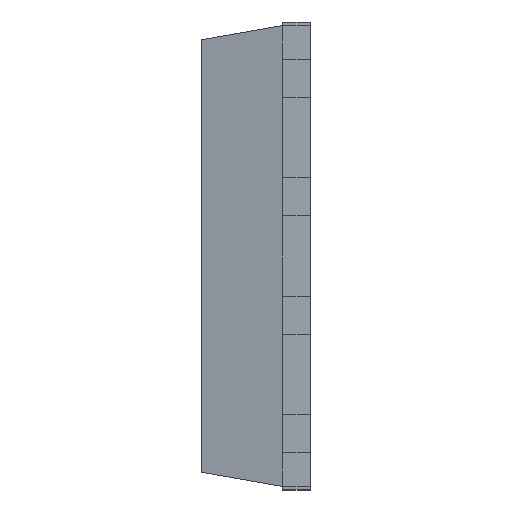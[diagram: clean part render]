
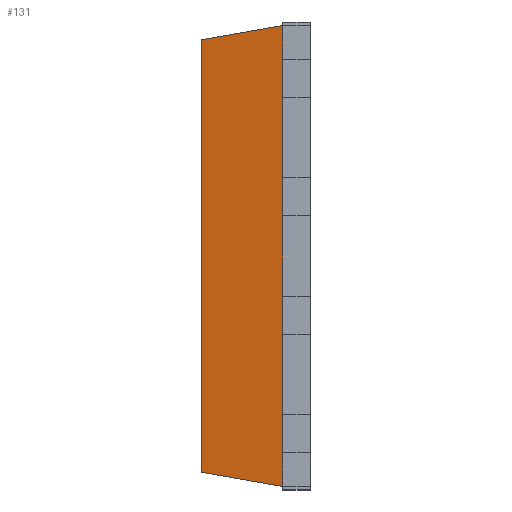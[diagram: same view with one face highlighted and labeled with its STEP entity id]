
A CAD part, left-side view. The second image highlights one B-rep face of the part: STEP entity #131.
In plain terms, the highlighted planar face has unit normal (-0.985, 0.174, 0).
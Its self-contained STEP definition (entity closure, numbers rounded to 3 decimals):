
#103 = VECTOR ( 'NONE', #2995, 1000. ) ;
#108 = LINE ( 'NONE', #2302, #1350 ) ;
#114 = EDGE_LOOP ( 'NONE', ( #2395, #2752, #355, #2156, #833, #254, #2234, #2158, #3231, #3374, #142, #3261 ) ) ;
#125 = VECTOR ( 'NONE', #1883, 1000. ) ;
#131 = ADVANCED_FACE ( 'NONE', ( #3554 ), #664, .T. ) ;
#142 = ORIENTED_EDGE ( 'NONE', *, *, #555, .T. ) ;
#199 = VECTOR ( 'NONE', #1136, 1000. ) ;
#254 = ORIENTED_EDGE ( 'NONE', *, *, #1983, .T. ) ;
#288 = DIRECTION ( 'NONE',  ( 0., 0., 1. ) ) ;
#336 = EDGE_CURVE ( 'NONE', #822, #1123, #1941, .T. ) ;
#355 = ORIENTED_EDGE ( 'NONE', *, *, #1480, .T. ) ;
#399 = VERTEX_POINT ( 'NONE', #590 ) ;
#410 = CARTESIAN_POINT ( 'NONE',  ( -2.95, 0.3, -2.475 ) ) ;
#472 = CARTESIAN_POINT ( 'NONE',  ( -2.95, 0.3, 2.475 ) ) ;
#492 = DIRECTION ( 'NONE',  ( -0.171, -0.97, 0.171 ) ) ;
#555 = EDGE_CURVE ( 'NONE', #1394, #1123, #812, .T. ) ;
#590 = CARTESIAN_POINT ( 'NONE',  ( -2.95, 0.3, -1.7 ) ) ;
#664 = PLANE ( 'NONE',  #1863 ) ;
#717 = EDGE_CURVE ( 'NONE', #399, #3192, #2199, .T. ) ;
#719 = DIRECTION ( 'NONE',  ( 0., 0., 1. ) ) ;
#812 = LINE ( 'NONE', #1848, #1658 ) ;
#822 = VERTEX_POINT ( 'NONE', #2396 ) ;
#833 = ORIENTED_EDGE ( 'NONE', *, *, #717, .T. ) ;
#837 = VECTOR ( 'NONE', #719, 1000. ) ;
#839 = CARTESIAN_POINT ( 'NONE',  ( -2.95, 0.3, -0.84 ) ) ;
#882 = LINE ( 'NONE', #2120, #103 ) ;
#896 = EDGE_CURVE ( 'NONE', #1111, #2868, #3677, .T. ) ;
#906 = EDGE_CURVE ( 'NONE', #2868, #1527, #1934, .T. ) ;
#991 = DIRECTION ( 'NONE',  ( 0., 0., 1. ) ) ;
#1038 = DIRECTION ( 'NONE',  ( 0., 0., 1. ) ) ;
#1043 = VECTOR ( 'NONE', #1038, 1000. ) ;
#1111 = VERTEX_POINT ( 'NONE', #3224 ) ;
#1123 = VERTEX_POINT ( 'NONE', #472 ) ;
#1136 = DIRECTION ( 'NONE',  ( 0., 0., 1. ) ) ;
#1199 = VERTEX_POINT ( 'NONE', #1285 ) ;
#1221 = DIRECTION ( 'NONE',  ( 0.174, 0.985, 0. ) ) ;
#1280 = CARTESIAN_POINT ( 'NONE',  ( -2.95, 0.3, -2.11 ) ) ;
#1285 = CARTESIAN_POINT ( 'NONE',  ( -2.95, 0.3, 1.7 ) ) ;
#1303 = CARTESIAN_POINT ( 'NONE',  ( -2.95, 0.3, -2.475 ) ) ;
#1350 = VECTOR ( 'NONE', #288, 1000. ) ;
#1363 = CARTESIAN_POINT ( 'NONE',  ( -2.95, 0.3, 2.475 ) ) ;
#1394 = VERTEX_POINT ( 'NONE', #2221 ) ;
#1402 = CARTESIAN_POINT ( 'NONE',  ( -2.95, 0.3, -2.475 ) ) ;
#1480 = EDGE_CURVE ( 'NONE', #3095, #1729, #2764, .T. ) ;
#1509 = CARTESIAN_POINT ( 'NONE',  ( -2.95, 0.3, 0.43 ) ) ;
#1527 = VERTEX_POINT ( 'NONE', #2579 ) ;
#1603 = LINE ( 'NONE', #2617, #837 ) ;
#1658 = VECTOR ( 'NONE', #1824, 1000. ) ;
#1729 = VERTEX_POINT ( 'NONE', #1280 ) ;
#1735 = EDGE_CURVE ( 'NONE', #1527, #1199, #882, .T. ) ;
#1824 = DIRECTION ( 'NONE',  ( 0., 0., 1. ) ) ;
#1848 = CARTESIAN_POINT ( 'NONE',  ( -2.95, 0.3, -2.475 ) ) ;
#1863 = AXIS2_PLACEMENT_3D ( 'NONE', #410, #2379, #1221 ) ;
#1883 = DIRECTION ( 'NONE',  ( 0., 0., 1. ) ) ;
#1934 = LINE ( 'NONE', #2138, #3491 ) ;
#1941 = LINE ( 'NONE', #1363, #2918 ) ;
#1983 = EDGE_CURVE ( 'NONE', #3192, #1111, #2096, .T. ) ;
#1998 = EDGE_CURVE ( 'NONE', #1729, #399, #108, .T. ) ;
#2096 = LINE ( 'NONE', #3172, #3432 ) ;
#2120 = CARTESIAN_POINT ( 'NONE',  ( -2.95, 0.3, -2.475 ) ) ;
#2126 = LINE ( 'NONE', #2629, #3428 ) ;
#2138 = CARTESIAN_POINT ( 'NONE',  ( -2.95, 0.3, -2.475 ) ) ;
#2156 = ORIENTED_EDGE ( 'NONE', *, *, #1998, .T. ) ;
#2158 = ORIENTED_EDGE ( 'NONE', *, *, #906, .T. ) ;
#2199 = LINE ( 'NONE', #1303, #125 ) ;
#2204 = CARTESIAN_POINT ( 'NONE',  ( -2.95, 0.3, -2.475 ) ) ;
#2213 = EDGE_CURVE ( 'NONE', #3688, #822, #1603, .T. ) ;
#2221 = CARTESIAN_POINT ( 'NONE',  ( -2.95, 0.3, 2.11 ) ) ;
#2234 = ORIENTED_EDGE ( 'NONE', *, *, #896, .T. ) ;
#2302 = CARTESIAN_POINT ( 'NONE',  ( -2.95, 0.3, -2.475 ) ) ;
#2316 = EDGE_CURVE ( 'NONE', #3688, #3095, #3345, .T. ) ;
#2341 = CARTESIAN_POINT ( 'NONE',  ( -2.797, 1.17, -2.322 ) ) ;
#2379 = DIRECTION ( 'NONE',  ( -0.985, 0.174, 0. ) ) ;
#2395 = ORIENTED_EDGE ( 'NONE', *, *, #2213, .F. ) ;
#2396 = CARTESIAN_POINT ( 'NONE',  ( -2.797, 1.17, 2.322 ) ) ;
#2493 = VECTOR ( 'NONE', #2966, 1000. ) ;
#2579 = CARTESIAN_POINT ( 'NONE',  ( -2.95, 0.3, 0.84 ) ) ;
#2617 = CARTESIAN_POINT ( 'NONE',  ( -2.797, 1.17, -2.475 ) ) ;
#2629 = CARTESIAN_POINT ( 'NONE',  ( -2.95, 0.3, -2.475 ) ) ;
#2741 = CARTESIAN_POINT ( 'NONE',  ( -2.95, 0.3, -2.475 ) ) ;
#2752 = ORIENTED_EDGE ( 'NONE', *, *, #2316, .T. ) ;
#2764 = LINE ( 'NONE', #1402, #199 ) ;
#2815 = EDGE_CURVE ( 'NONE', #1199, #1394, #2126, .T. ) ;
#2868 = VERTEX_POINT ( 'NONE', #1509 ) ;
#2918 = VECTOR ( 'NONE', #492, 1000. ) ;
#2963 = DIRECTION ( 'NONE',  ( 0., 0., 1. ) ) ;
#2966 = DIRECTION ( 'NONE',  ( -0.171, -0.97, -0.171 ) ) ;
#2995 = DIRECTION ( 'NONE',  ( 0., 0., 1. ) ) ;
#3095 = VERTEX_POINT ( 'NONE', #2204 ) ;
#3172 = CARTESIAN_POINT ( 'NONE',  ( -2.95, 0.3, -2.475 ) ) ;
#3192 = VERTEX_POINT ( 'NONE', #839 ) ;
#3224 = CARTESIAN_POINT ( 'NONE',  ( -2.95, 0.3, -0.43 ) ) ;
#3231 = ORIENTED_EDGE ( 'NONE', *, *, #1735, .T. ) ;
#3261 = ORIENTED_EDGE ( 'NONE', *, *, #336, .F. ) ;
#3345 = LINE ( 'NONE', #3573, #2493 ) ;
#3374 = ORIENTED_EDGE ( 'NONE', *, *, #2815, .T. ) ;
#3403 = DIRECTION ( 'NONE',  ( 0., 0., 1. ) ) ;
#3428 = VECTOR ( 'NONE', #2963, 1000. ) ;
#3432 = VECTOR ( 'NONE', #3403, 1000. ) ;
#3491 = VECTOR ( 'NONE', #991, 1000. ) ;
#3554 = FACE_OUTER_BOUND ( 'NONE', #114, .T. ) ;
#3573 = CARTESIAN_POINT ( 'NONE',  ( -2.95, 0.3, -2.475 ) ) ;
#3677 = LINE ( 'NONE', #2741, #1043 ) ;
#3688 = VERTEX_POINT ( 'NONE', #2341 ) ;
